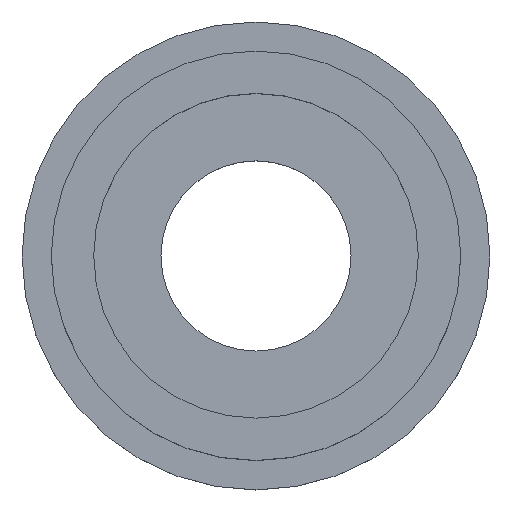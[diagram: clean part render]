
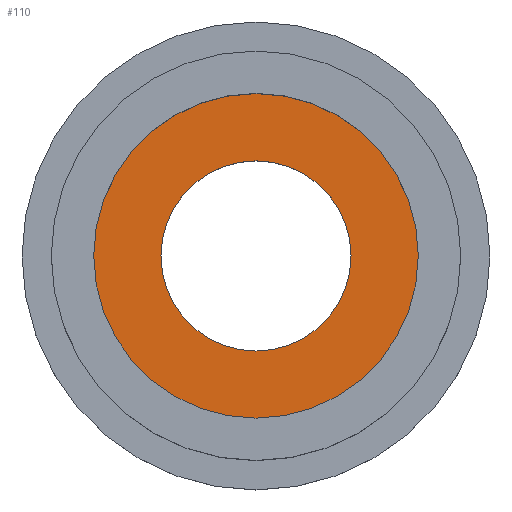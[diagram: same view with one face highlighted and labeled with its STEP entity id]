
A CAD part, top view. The second image highlights one B-rep face of the part: STEP entity #110.
In plain terms, the highlighted planar face has unit normal (0, 0, 1).
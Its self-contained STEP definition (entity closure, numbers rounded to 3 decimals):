
#16=FACE_BOUND('',#36,.T.);
#20=PLANE('',#137);
#26=FACE_OUTER_BOUND('',#35,.T.);
#35=EDGE_LOOP('',(#89));
#36=EDGE_LOOP('',(#90));
#55=CIRCLE('',#136,11.1);
#56=CIRCLE('',#138,6.5);
#63=VERTEX_POINT('',#196);
#64=VERTEX_POINT('',#200);
#73=EDGE_CURVE('',#63,#63,#55,.T.);
#74=EDGE_CURVE('',#64,#64,#56,.T.);
#89=ORIENTED_EDGE('',*,*,#73,.F.);
#90=ORIENTED_EDGE('',*,*,#74,.F.);
#110=ADVANCED_FACE('',(#26,#16),#20,.T.);
#136=AXIS2_PLACEMENT_3D('',#198,#163,#164);
#137=AXIS2_PLACEMENT_3D('',#199,#165,#166);
#138=AXIS2_PLACEMENT_3D('',#201,#167,#168);
#163=DIRECTION('center_axis',(0.,0.,-1.));
#164=DIRECTION('ref_axis',(-1.,0.,0.));
#165=DIRECTION('center_axis',(0.,0.,1.));
#166=DIRECTION('ref_axis',(-1.,0.,0.));
#167=DIRECTION('center_axis',(0.,0.,1.));
#168=DIRECTION('ref_axis',(1.,0.,0.));
#196=CARTESIAN_POINT('',(11.1,0.,3.));
#198=CARTESIAN_POINT('Origin',(0.,0.,3.));
#199=CARTESIAN_POINT('Origin',(0.,0.,3.));
#200=CARTESIAN_POINT('',(-6.5,0.,3.));
#201=CARTESIAN_POINT('Origin',(0.,0.,3.));
